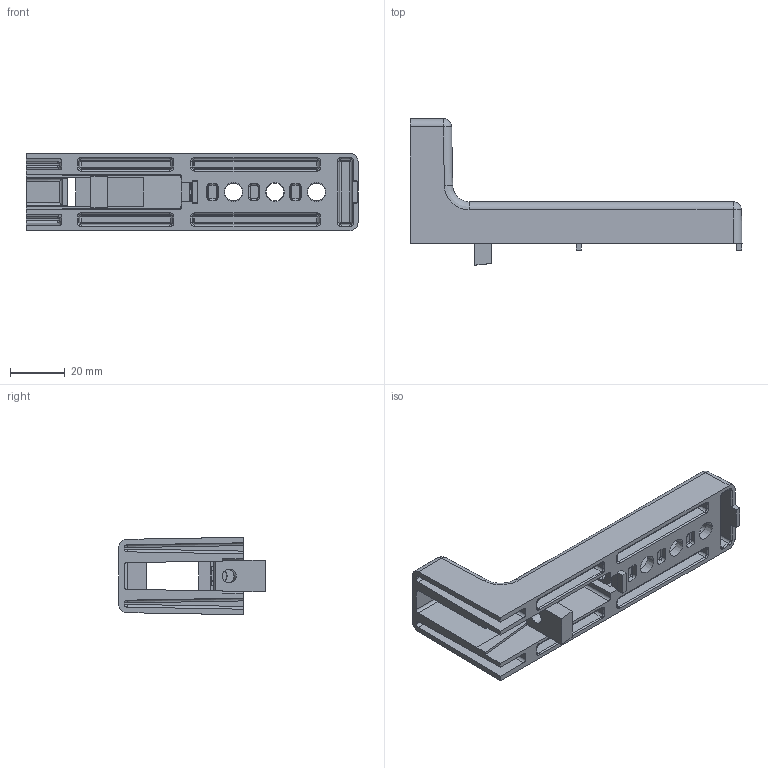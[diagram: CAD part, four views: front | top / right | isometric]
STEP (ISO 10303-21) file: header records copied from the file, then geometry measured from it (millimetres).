
FILE_DESCRIPTION (( 'STEP AP214' ), '1' );
FILE_NAME ('093b1201n08rs01.STEP', '2013-12-05T12:45:15', ( '' ), ( '' ), 'SwSTEP 2.0', 'SolidWorks 2012', '' );
FILE_SCHEMA (( 'AUTOMOTIVE_DESIGN' ));
Length unit declared in the file: millimetre
Products named in the file (4): 093b1201n08rs01; 093b1201n08_n08_r; 093b1201-01_Standard; a8-4_m 06
Assembly tree (3 placements, depth 2):
  093b1201n08rs01
    093b1201n08_n08_r
    093b1201-01_Standard
    a8-4_m 06
Bounding box: 120.84 x 53.28 x 28.2 mm (x, y, z)
Volume: 30417.7 mm3; surface area: 24675.7 mm2
Topology: 3 solids, 3 shells, 292 faces, 706 edges, 416 vertices
Faces by surface type: plane 95, cylinder 89, torus 56, cone 42, sphere 8, bspline 2
Entity records: 8606 total; most frequent: DIRECTION 1562, CARTESIAN_POINT 1542, ORIENTED_EDGE 1396, EDGE_CURVE 698, AXIS2_PLACEMENT_3D 592, VERTEX_POINT 416, LINE 378, VECTOR 378
